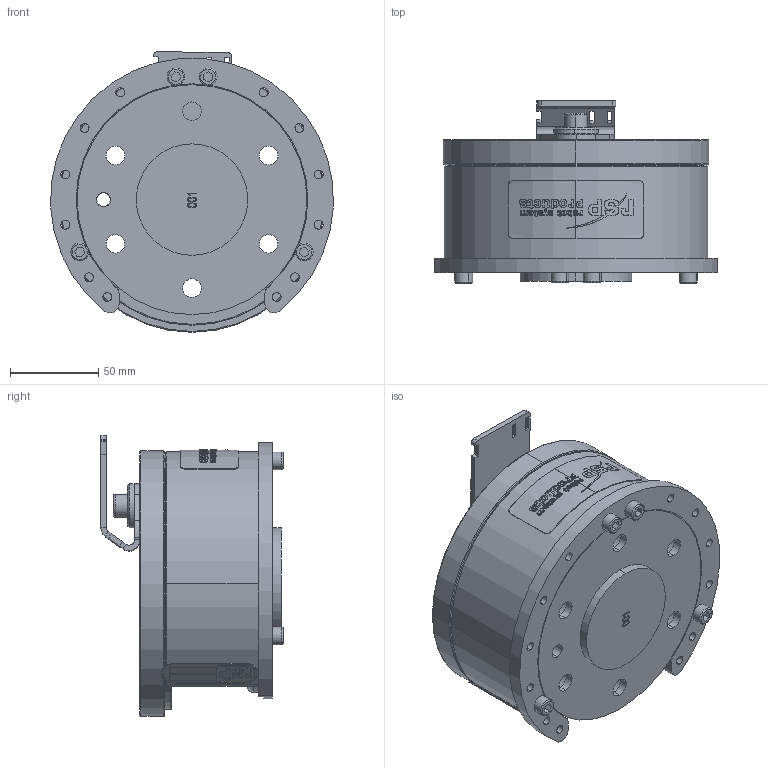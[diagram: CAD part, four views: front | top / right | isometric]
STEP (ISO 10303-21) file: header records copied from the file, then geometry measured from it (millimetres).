
FILE_DESCRIPTION (( 'STEP AP214' ), '1' );
FILE_NAME ('P5121 Radial guide.STEP', '2021-08-17T10:26:37', ( '' ), ( '' ), 'SwSTEP 2.0', 'SolidWorks 2019', '' );
FILE_SCHEMA (( 'AUTOMOTIVE_DESIGN' ));
Length unit declared in the file: millimetre
Products named in the file (1): P5121 Radial guide
Bounding box: 159.78 x 103 x 158.62 mm (x, y, z)
Volume: 600899.2 mm3; surface area: 162046.2 mm2
Topology: 35 solids, 35 shells, 1125 faces, 2912 edges, 1892 vertices
Faces by surface type: plane 503, bspline 301, cylinder 235, cone 57, torus 29
Entity records: 56869 total; most frequent: CARTESIAN_POINT 18513, ORIENTED_EDGE 5764, DIRECTION 4374, EDGE_CURVE 2882, VERTEX_POINT 1892, VECTOR 1564, LINE 1564, AXIS2_PLACEMENT_3D 1405
